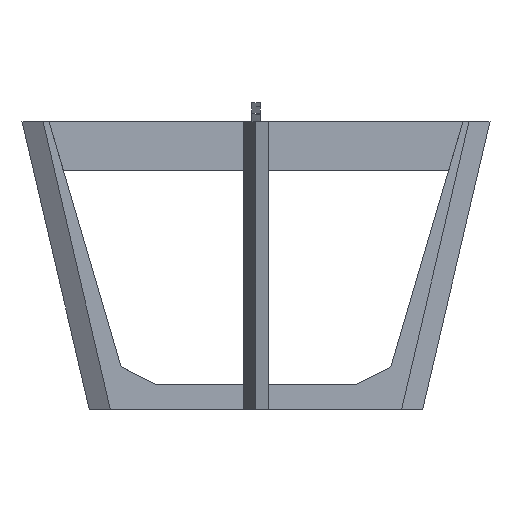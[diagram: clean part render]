
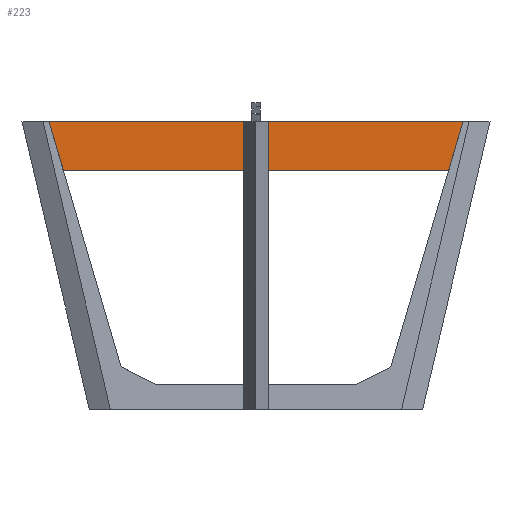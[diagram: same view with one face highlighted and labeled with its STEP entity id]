
A CAD part, left-side view. The second image highlights one B-rep face of the part: STEP entity #223.
In plain terms, the highlighted free-form (B-spline) face has degree [1, 1] with [2, 2] control points.
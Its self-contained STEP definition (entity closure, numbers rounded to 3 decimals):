
#96=B_SPLINE_CURVE_WITH_KNOTS('',1,(#2694,#2695),.UNSPECIFIED.,.F.,.F.,
(2,2),(571.384,689.028),.UNSPECIFIED.);
#100=B_SPLINE_CURVE_WITH_KNOTS('',1,(#2702,#2703),.UNSPECIFIED.,.F.,.F.,
(2,2),(1338.8,1910.185),.UNSPECIFIED.);
#101=B_SPLINE_CURVE_WITH_KNOTS('',1,(#2704,#2705),.UNSPECIFIED.,.F.,.F.,
(2,2),(1221.219,1338.8),.UNSPECIFIED.);
#102=B_SPLINE_CURVE_WITH_KNOTS('',1,(#2706,#2707),.UNSPECIFIED.,.F.,.F.,
(2,2),(689.028,1221.219),.UNSPECIFIED.);
#115=B_SPLINE_SURFACE_WITH_KNOTS('',1,1,((#2675,#2676),(#2677,#2678)),
 .UNSPECIFIED.,.F.,.F.,.F.,(2,2),(2,2),(0.,571.384),(-116.001,
0.),.UNSPECIFIED.);
#223=ADVANCED_FACE('',(#274),#115,.T.);
#274=FACE_OUTER_BOUND('',#325,.T.);
#325=EDGE_LOOP('',(#540,#541,#542,#543));
#540=ORIENTED_EDGE('',*,*,#669,.T.);
#541=ORIENTED_EDGE('',*,*,#675,.T.);
#542=ORIENTED_EDGE('',*,*,#674,.T.);
#543=ORIENTED_EDGE('',*,*,#673,.T.);
#669=EDGE_CURVE('',#825,#831,#96,.T.);
#673=EDGE_CURVE('',#829,#825,#100,.T.);
#674=EDGE_CURVE('',#830,#829,#101,.T.);
#675=EDGE_CURVE('',#831,#830,#102,.T.);
#825=VERTEX_POINT('',#2683);
#829=VERTEX_POINT('',#2687);
#830=VERTEX_POINT('',#2688);
#831=VERTEX_POINT('',#2689);
#2675=CARTESIAN_POINT('',(312609.739,58444.628,574.091));
#2676=CARTESIAN_POINT('',(312609.732,58444.638,690.092));
#2677=CARTESIAN_POINT('',(312609.713,57450.926,574.043));
#2678=CARTESIAN_POINT('',(312609.707,57450.936,690.044));
#2683=CARTESIAN_POINT('',(312609.732,58444.638,690.092));
#2687=CARTESIAN_POINT('',(312609.707,57450.936,689.979));
#2688=CARTESIAN_POINT('',(312609.713,57485.021,574.045));
#2689=CARTESIAN_POINT('',(312609.738,58410.561,574.09));
#2694=CARTESIAN_POINT('',(312609.732,58444.638,690.092));
#2695=CARTESIAN_POINT('',(312609.738,58410.561,574.09));
#2702=CARTESIAN_POINT('',(312609.707,57450.936,689.979));
#2703=CARTESIAN_POINT('',(312609.732,58444.638,690.092));
#2704=CARTESIAN_POINT('',(312609.713,57485.021,574.045));
#2705=CARTESIAN_POINT('',(312609.707,57450.936,689.979));
#2706=CARTESIAN_POINT('',(312609.738,58410.561,574.09));
#2707=CARTESIAN_POINT('',(312609.713,57485.021,574.045));
